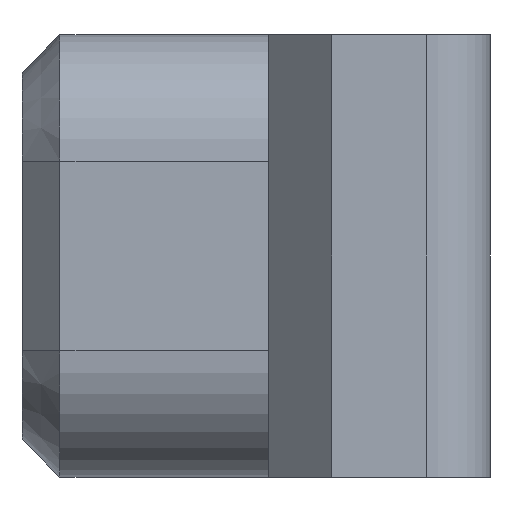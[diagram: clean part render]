
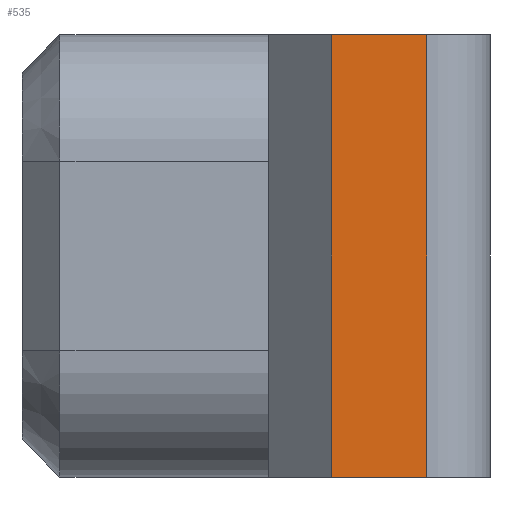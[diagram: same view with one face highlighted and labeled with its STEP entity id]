
A CAD part, front view. The second image highlights one B-rep face of the part: STEP entity #535.
In plain terms, the highlighted planar face has unit normal (0, -1, 0).
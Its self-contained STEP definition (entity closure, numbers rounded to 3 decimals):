
#59=FACE_OUTER_BOUND('',#89,.T.);
#89=EDGE_LOOP('',(#445,#446,#447,#448));
#125=LINE('',#820,#185);
#143=LINE('',#867,#203);
#150=LINE('',#881,#210);
#151=LINE('',#883,#211);
#185=VECTOR('',#665,10.);
#203=VECTOR('',#699,10.);
#210=VECTOR('',#714,10.);
#211=VECTOR('',#717,10.);
#243=VERTEX_POINT('',#817);
#244=VERTEX_POINT('',#819);
#264=VERTEX_POINT('',#864);
#265=VERTEX_POINT('',#866);
#303=EDGE_CURVE('',#243,#244,#125,.F.);
#326=EDGE_CURVE('',#264,#265,#143,.F.);
#334=EDGE_CURVE('',#265,#243,#150,.T.);
#335=EDGE_CURVE('',#244,#264,#151,.T.);
#445=ORIENTED_EDGE('',*,*,#334,.F.);
#446=ORIENTED_EDGE('',*,*,#326,.F.);
#447=ORIENTED_EDGE('',*,*,#335,.F.);
#448=ORIENTED_EDGE('',*,*,#303,.F.);
#507=PLANE('',#583);
#535=ADVANCED_FACE('',(#59),#507,.T.);
#583=AXIS2_PLACEMENT_3D('',#882,#715,#716);
#665=DIRECTION('',(-1.,0.,0.));
#699=DIRECTION('',(1.,0.,0.));
#714=DIRECTION('',(0.,0.,1.));
#715=DIRECTION('center_axis',(0.,-1.,0.));
#716=DIRECTION('ref_axis',(1.,0.,0.));
#717=DIRECTION('',(0.,0.,-1.));
#817=CARTESIAN_POINT('',(-20.8,11.25,8.198));
#819=CARTESIAN_POINT('',(-20.05,11.25,8.198));
#820=CARTESIAN_POINT('',(-21.475,11.25,8.198));
#864=CARTESIAN_POINT('',(-20.05,11.25,4.698));
#866=CARTESIAN_POINT('',(-20.8,11.25,4.698));
#867=CARTESIAN_POINT('',(-21.475,11.25,4.698));
#881=CARTESIAN_POINT('',(-20.8,11.25,6.448));
#882=CARTESIAN_POINT('Origin',(-21.3,11.25,6.448));
#883=CARTESIAN_POINT('',(-20.05,11.25,6.448));
